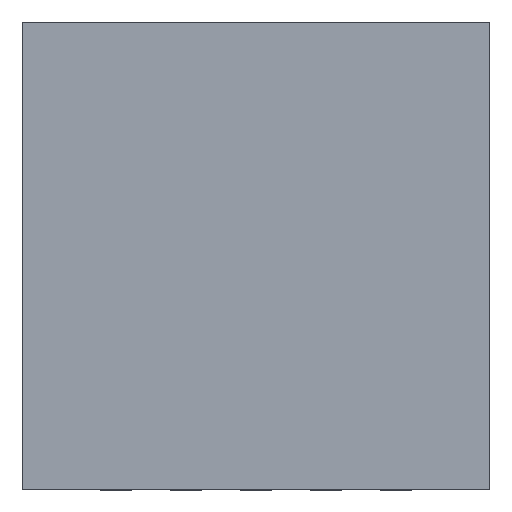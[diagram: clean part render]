
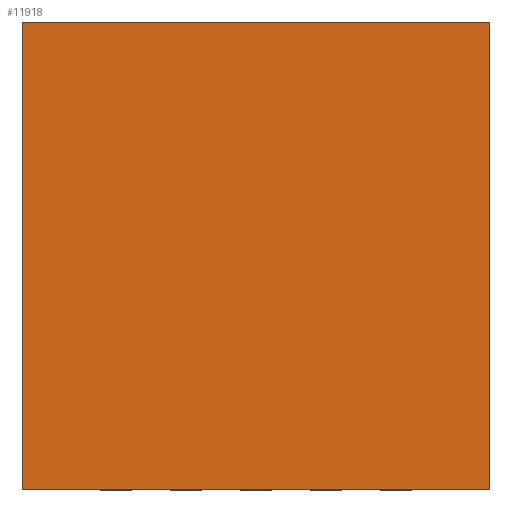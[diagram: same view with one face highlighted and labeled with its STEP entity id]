
A CAD part, top view. The second image highlights one B-rep face of the part: STEP entity #11918.
In plain terms, the highlighted face is planar.
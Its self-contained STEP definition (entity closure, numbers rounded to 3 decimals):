
#9068=DIRECTION('',(0.,0.,1.));
#9069=VECTOR('',#9068,3.);
#9070=CARTESIAN_POINT('',(-1.5,0.975,-1.5));
#9071=LINE('',#9070,#9069);
#9075=DIRECTION('',(-1.,0.,0.));
#9076=VECTOR('',#9075,3.);
#9077=CARTESIAN_POINT('',(1.5,0.975,-1.5));
#9078=LINE('',#9077,#9076);
#9082=DIRECTION('',(0.,0.,-1.));
#9083=VECTOR('',#9082,3.);
#9084=CARTESIAN_POINT('',(1.5,0.975,1.5));
#9085=LINE('',#9084,#9083);
#9089=DIRECTION('',(1.,0.,0.));
#9090=VECTOR('',#9089,3.);
#9091=CARTESIAN_POINT('',(-1.5,0.975,1.5));
#9092=LINE('',#9091,#9090);
#9920=CARTESIAN_POINT('',(-1.5,0.975,-1.5));
#9921=CARTESIAN_POINT('',(-1.5,0.975,1.5));
#9922=VERTEX_POINT('',#9920);
#9923=VERTEX_POINT('',#9921);
#9924=CARTESIAN_POINT('',(1.5,0.975,1.5));
#9925=VERTEX_POINT('',#9924);
#9926=CARTESIAN_POINT('',(1.5,0.975,-1.5));
#9927=VERTEX_POINT('',#9926);
#11907=CARTESIAN_POINT('',(0.,0.975,0.));
#11908=DIRECTION('',(0.,1.,0.));
#11909=DIRECTION('',(1.,0.,0.));
#11910=AXIS2_PLACEMENT_3D('',#11907,#11908,#11909);
#11911=PLANE('',#11910);
#11912=ORIENTED_EDGE('',*,*,#10794,.F.);
#11913=ORIENTED_EDGE('',*,*,#10905,.F.);
#11914=ORIENTED_EDGE('',*,*,#11357,.F.);
#11915=ORIENTED_EDGE('',*,*,#11780,.F.);
#11916=EDGE_LOOP('',(#11912,#11913,#11914,#11915));
#11917=FACE_OUTER_BOUND('',#11916,.F.);
#10794=EDGE_CURVE('',#9922,#9923,#9071,.T.);
#10905=EDGE_CURVE('',#9927,#9922,#9078,.T.);
#11357=EDGE_CURVE('',#9925,#9927,#9085,.T.);
#11780=EDGE_CURVE('',#9923,#9925,#9092,.T.);
#11918=ADVANCED_FACE('',(#11917),#11911,.T.);
